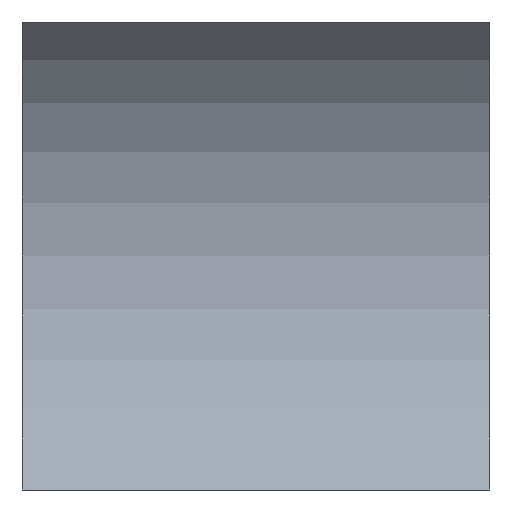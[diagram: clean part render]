
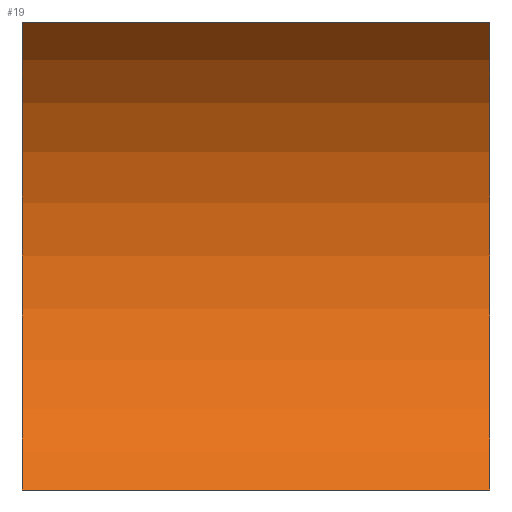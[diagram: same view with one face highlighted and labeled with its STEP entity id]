
A CAD part, left-side view. The second image highlights one B-rep face of the part: STEP entity #19.
In plain terms, the highlighted cylindrical face has radius 6.56 mm (diameter 13.12 mm), a partial arc.
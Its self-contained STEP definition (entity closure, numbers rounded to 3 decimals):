
#3 = DIRECTION ( 'NONE',  ( 0., -1., 0. ) ) ;
#6 = DIRECTION ( 'NONE',  ( 0., -1., 0. ) ) ;
#7 = AXIS2_PLACEMENT_3D ( 'NONE', #118, #3, #176 ) ;
#10 = CARTESIAN_POINT ( 'NONE',  ( -4.313, 10., 10. ) ) ;
#19 = ADVANCED_FACE ( 'NONE', ( #116 ), #59, .F. ) ;
#21 = CIRCLE ( 'NONE', #7, 6.56 ) ;
#24 = CARTESIAN_POINT ( 'NONE',  ( -4.313, 10., 0. ) ) ;
#31 = CARTESIAN_POINT ( 'NONE',  ( -4.313, 0., 0. ) ) ;
#33 = DIRECTION ( 'NONE',  ( 0., -1., 0. ) ) ;
#36 = DIRECTION ( 'NONE',  ( 0., 0., -1. ) ) ;
#38 = CARTESIAN_POINT ( 'NONE',  ( -4.313, 10., 0. ) ) ;
#43 = DIRECTION ( 'NONE',  ( 0., -1., 0. ) ) ;
#45 = ORIENTED_EDGE ( 'NONE', *, *, #171, .F. ) ;
#59 = CYLINDRICAL_SURFACE ( 'NONE', #165, 6.56 ) ;
#60 = ORIENTED_EDGE ( 'NONE', *, *, #190, .F. ) ;
#66 = VERTEX_POINT ( 'NONE', #72 ) ;
#70 = ORIENTED_EDGE ( 'NONE', *, *, #75, .T. ) ;
#72 = CARTESIAN_POINT ( 'NONE',  ( -4.313, 10., 10. ) ) ;
#75 = EDGE_CURVE ( 'NONE', #83, #159, #119, .T. ) ;
#80 = DIRECTION ( 'NONE',  ( 0., -1., 0. ) ) ;
#81 = LINE ( 'NONE', #24, #172 ) ;
#83 = VERTEX_POINT ( 'NONE', #31 ) ;
#108 = CARTESIAN_POINT ( 'NONE',  ( -8.56, 10., 5. ) ) ;
#116 = FACE_OUTER_BOUND ( 'NONE', #180, .T. ) ;
#118 = CARTESIAN_POINT ( 'NONE',  ( -8.56, 10., 5. ) ) ;
#119 = CIRCLE ( 'NONE', #145, 6.56 ) ;
#120 = CARTESIAN_POINT ( 'NONE',  ( -8.56, 0., 5. ) ) ;
#142 = VECTOR ( 'NONE', #43, 1000. ) ;
#143 = ORIENTED_EDGE ( 'NONE', *, *, #157, .T. ) ;
#145 = AXIS2_PLACEMENT_3D ( 'NONE', #120, #33, #181 ) ;
#157 = EDGE_CURVE ( 'NONE', #198, #83, #81, .T. ) ;
#159 = VERTEX_POINT ( 'NONE', #162 ) ;
#162 = CARTESIAN_POINT ( 'NONE',  ( -4.313, 0., 10. ) ) ;
#165 = AXIS2_PLACEMENT_3D ( 'NONE', #108, #6, #36 ) ;
#171 = EDGE_CURVE ( 'NONE', #198, #66, #21, .T. ) ;
#172 = VECTOR ( 'NONE', #80, 1000. ) ;
#176 = DIRECTION ( 'NONE',  ( 0., 0., 1. ) ) ;
#179 = LINE ( 'NONE', #10, #142 ) ;
#180 = EDGE_LOOP ( 'NONE', ( #70, #60, #45, #143 ) ) ;
#181 = DIRECTION ( 'NONE',  ( 0., 0., 1. ) ) ;
#190 = EDGE_CURVE ( 'NONE', #66, #159, #179, .T. ) ;
#198 = VERTEX_POINT ( 'NONE', #38 ) ;
